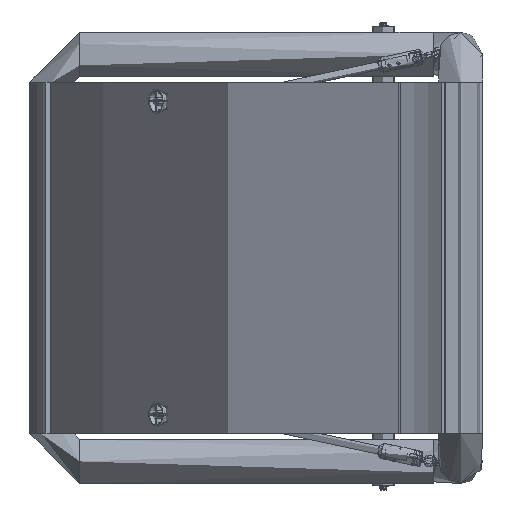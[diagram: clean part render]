
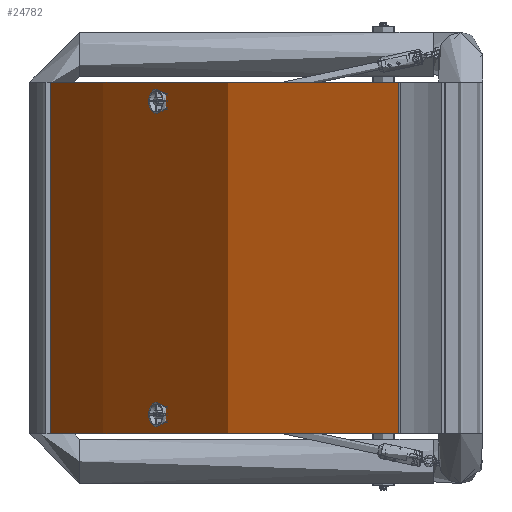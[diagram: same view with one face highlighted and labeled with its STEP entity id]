
A CAD part, front view. The second image highlights one B-rep face of the part: STEP entity #24782.
In plain terms, the highlighted cylindrical face has radius 905.73 mm (diameter 1811.46 mm), a partial arc.
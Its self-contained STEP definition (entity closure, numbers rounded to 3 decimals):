
#324 = FACE_OUTER_BOUND ( 'NONE', #11226, .T. ) ;
#880 = DIRECTION ( 'NONE',  ( 0., 0., 1. ) ) ;
#1150 = AXIS2_PLACEMENT_3D ( 'NONE', #14180, #16866, #8961 ) ;
#1736 = CIRCLE ( 'NONE', #21365, 905.73 ) ;
#2015 = ORIENTED_EDGE ( 'NONE', *, *, #25653, .F. ) ;
#2173 = VERTEX_POINT ( 'NONE', #32106 ) ;
#8200 = CARTESIAN_POINT ( 'NONE',  ( -99.477, 19.678, -687. ) ) ;
#8961 = DIRECTION ( 'NONE',  ( 1., 0., 0. ) ) ;
#9051 = CIRCLE ( 'NONE', #9882, 905.73 ) ;
#9121 = ORIENTED_EDGE ( 'NONE', *, *, #33084, .T. ) ;
#9882 = AXIS2_PLACEMENT_3D ( 'NONE', #16865, #880, #19508 ) ;
#11226 = EDGE_LOOP ( 'NONE', ( #2015, #21722, #28703, #9121 ) ) ;
#13334 = CARTESIAN_POINT ( 'NONE',  ( 160.194, 887.386, -687. ) ) ;
#14180 = CARTESIAN_POINT ( 'NONE',  ( 160.194, 887.386, -687. ) ) ;
#14658 = EDGE_CURVE ( 'NONE', #33218, #2173, #16309, .T. ) ;
#15085 = CARTESIAN_POINT ( 'NONE',  ( -99.477, 19.678, -687. ) ) ;
#16017 = DIRECTION ( 'NONE',  ( -1., 0., 0. ) ) ;
#16309 = LINE ( 'NONE', #16321, #18778 ) ;
#16321 = CARTESIAN_POINT ( 'NONE',  ( -743.7, 829.745, -687. ) ) ;
#16364 = VERTEX_POINT ( 'NONE', #25167 ) ;
#16866 = DIRECTION ( 'NONE',  ( 0., 0., 1. ) ) ;
#16865 = CARTESIAN_POINT ( 'NONE',  ( 160.194, 887.386, -50. ) ) ;
#18488 = LINE ( 'NONE', #8200, #30861 ) ;
#18778 = VECTOR ( 'NONE', #18971, 1000. ) ;
#18971 = DIRECTION ( 'NONE',  ( 0., 0., 1. ) ) ;
#19508 = DIRECTION ( 'NONE',  ( -1., 0., 0. ) ) ;
#21365 = AXIS2_PLACEMENT_3D ( 'NONE', #13334, #31820, #16017 ) ;
#21722 = ORIENTED_EDGE ( 'NONE', *, *, #14658, .F. ) ;
#22584 = CARTESIAN_POINT ( 'NONE',  ( -743.7, 829.745, -687. ) ) ;
#24444 = CYLINDRICAL_SURFACE ( 'NONE', #1150, 905.73 ) ;
#24782 = ADVANCED_FACE ( 'NONE', ( #324 ), #24444, .T. ) ;
#25167 = CARTESIAN_POINT ( 'NONE',  ( -99.477, 19.678, -50. ) ) ;
#25653 = EDGE_CURVE ( 'NONE', #2173, #16364, #9051, .T. ) ;
#25874 = VERTEX_POINT ( 'NONE', #15085 ) ;
#28703 = ORIENTED_EDGE ( 'NONE', *, *, #30382, .T. ) ;
#29360 = DIRECTION ( 'NONE',  ( 0., 0., 1. ) ) ;
#30382 = EDGE_CURVE ( 'NONE', #33218, #25874, #1736, .T. ) ;
#30861 = VECTOR ( 'NONE', #29360, 1000. ) ;
#31820 = DIRECTION ( 'NONE',  ( 0., 0., 1. ) ) ;
#32106 = CARTESIAN_POINT ( 'NONE',  ( -743.7, 829.745, -50. ) ) ;
#33084 = EDGE_CURVE ( 'NONE', #25874, #16364, #18488, .T. ) ;
#33218 = VERTEX_POINT ( 'NONE', #22584 ) ;
